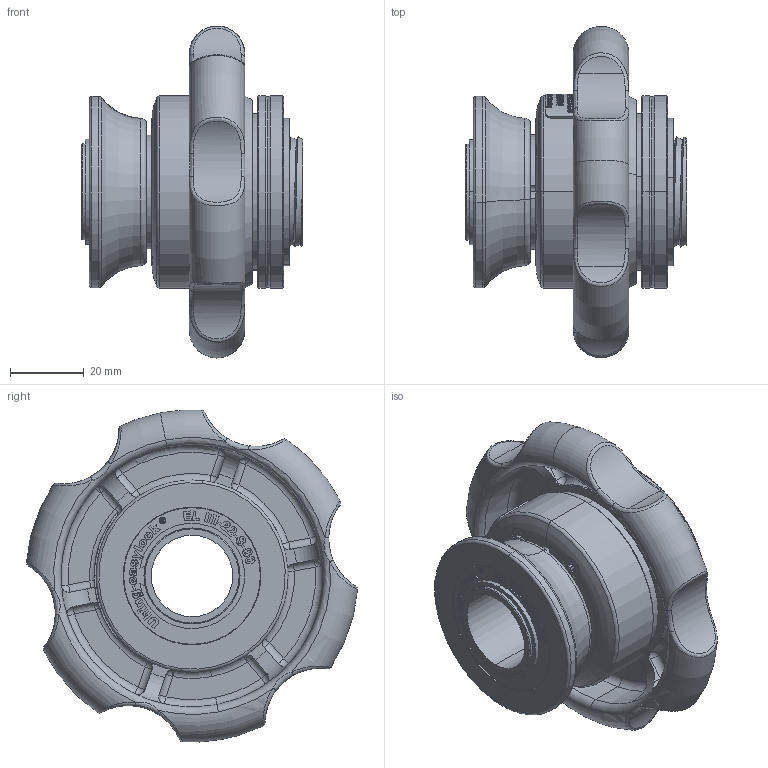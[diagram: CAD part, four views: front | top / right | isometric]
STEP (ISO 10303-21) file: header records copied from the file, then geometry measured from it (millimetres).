
FILE_DESCRIPTION (( 'STEP AP214' ), '1' );
FILE_NAME ('EL III-22-S-00.STEP', '2019-11-08T08:03:38', ( '' ), ( '' ), 'SwSTEP 2.0', 'SolidWorks 2019', '' );
FILE_SCHEMA (( 'AUTOMOTIVE_DESIGN' ));
Length unit declared in the file: millimetre
Products named in the file (1): EL III-22-S-00
Bounding box: 59.9 x 89.67 x 89.88 mm (x, y, z)
Volume: 86431.1 mm3; surface area: 62290 mm2
Topology: 38 solids, 38 shells, 2472 faces, 6444 edges, 4159 vertices
Faces by surface type: bspline 1041, plane 886, cylinder 379, cone 83, torus 55, sphere 28
Entity records: 177603 total; most frequent: CARTESIAN_POINT 97678, ORIENTED_EDGE 12664, DIRECTION 7528, EDGE_CURVE 6332, VERTEX_POINT 4147, B_SPLINE_CURVE_WITH_KNOTS 2844, EDGE_LOOP 2727, AXIS2_PLACEMENT_3D 2614
